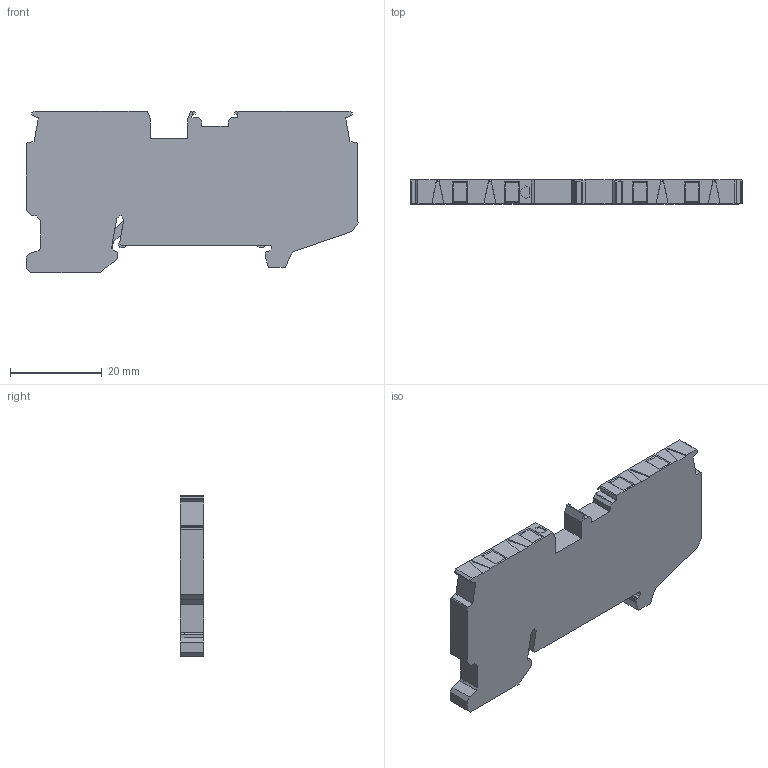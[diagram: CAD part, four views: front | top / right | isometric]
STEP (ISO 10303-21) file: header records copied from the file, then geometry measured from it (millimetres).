
FILE_DESCRIPTION( ('This file contains a STEP AP42 implementation' ,'as created by ZW3D STEP Interface translator.') ,'2;1' );
FILE_NAME( 'GUV2.5-104-PE-00N.stp' ,'2410 9. 858 4', (''), ('ZWCAD Software Co.'), 'Version 1.0', 'ZW3D to STEP translator', '' );
FILE_SCHEMA(('CONFIG_CONTROL_DESIGN'));
Length unit declared in the file: millimetre
Products named in the file (1): 0
Bounding box: 72.3 x 5.2 x 35.25 mm (x, y, z)
Volume: 10907.1 mm3; surface area: 5566.2 mm2
Topology: 1 solids, 1 shells, 171 faces, 486 edges, 322 vertices
Faces by surface type: bspline 171
Entity records: 6102 total; most frequent: CARTESIAN_POINT 3313, ORIENTED_EDGE 972, EDGE_CURVE 486, B_SPLINE_CURVE_WITH_KNOTS 355, VERTEX_POINT 322, EDGE_LOOP 178, FACE_OUTER_BOUND 171, ADVANCED_FACE 171
